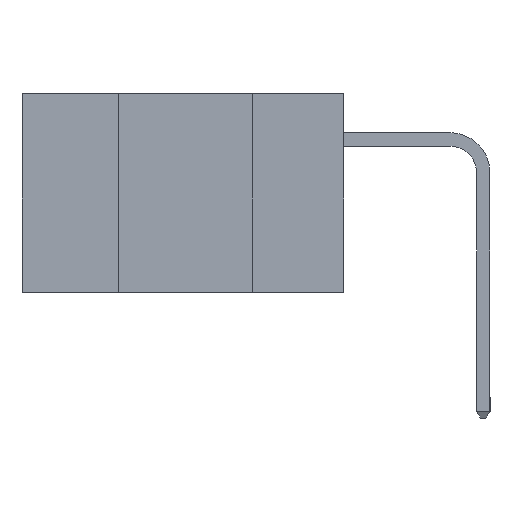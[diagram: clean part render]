
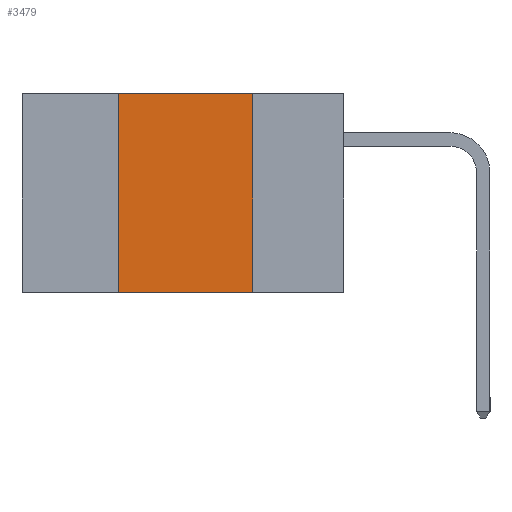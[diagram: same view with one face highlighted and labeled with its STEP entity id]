
A CAD part, left-side view. The second image highlights one B-rep face of the part: STEP entity #3479.
In plain terms, the highlighted planar face has unit normal (-1, 0, 0).
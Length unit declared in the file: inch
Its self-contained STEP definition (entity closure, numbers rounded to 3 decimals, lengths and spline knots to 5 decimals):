
#751 = ORIENTED_EDGE ( 'NONE', *, *, #17469, .F. ) ;
#933 = ORIENTED_EDGE ( 'NONE', *, *, #14205, .F. ) ;
#1979 = ORIENTED_EDGE ( 'NONE', *, *, #8672, .F. ) ;
#2035 = ORIENTED_EDGE ( 'NONE', *, *, #6491, .T. ) ;
#2622 = FACE_OUTER_BOUND ( 'NONE', #15575, .T. ) ;
#2771 = CARTESIAN_POINT ( 'NONE',  ( 0., 0.42, -0.37 ) ) ;
#2819 = DIRECTION ( 'NONE',  ( 0., 0., 1. ) ) ;
#2840 = CARTESIAN_POINT ( 'NONE',  ( 0., 0.42, -0.37 ) ) ;
#3172 = AXIS2_PLACEMENT_3D ( 'NONE', #8714, #5074, #4640 ) ;
#3479 = ADVANCED_FACE ( 'NONE', ( #2622 ), #6117, .F. ) ;
#3563 = DIRECTION ( 'NONE',  ( 0., -1., 0. ) ) ;
#3702 = CARTESIAN_POINT ( 'NONE',  ( 0., 0.6, 0. ) ) ;
#3804 = LINE ( 'NONE', #3702, #13133 ) ;
#3970 = VERTEX_POINT ( 'NONE', #2771 ) ;
#4640 = DIRECTION ( 'NONE',  ( 0., 0., -1. ) ) ;
#5074 = DIRECTION ( 'NONE',  ( 1., 0., 0. ) ) ;
#5242 = VERTEX_POINT ( 'NONE', #13334 ) ;
#5442 = DIRECTION ( 'NONE',  ( 0., 0., -1. ) ) ;
#6034 = VERTEX_POINT ( 'NONE', #11963 ) ;
#6117 = PLANE ( 'NONE',  #3172 ) ;
#6491 = EDGE_CURVE ( 'NONE', #3970, #20563, #10043, .T. ) ;
#7509 = CARTESIAN_POINT ( 'NONE',  ( 0., 0.17, -0.37 ) ) ;
#8672 = EDGE_CURVE ( 'NONE', #3970, #6034, #17599, .T. ) ;
#8714 = CARTESIAN_POINT ( 'NONE',  ( 0., 0.6, 0. ) ) ;
#9683 = DIRECTION ( 'NONE',  ( 0., -1., 0. ) ) ;
#9952 = VECTOR ( 'NONE', #5442, 39.37008 ) ;
#10043 = LINE ( 'NONE', #10313, #18222 ) ;
#10313 = CARTESIAN_POINT ( 'NONE',  ( 0., 0.6, -0.37 ) ) ;
#10477 = LINE ( 'NONE', #15349, #9952 ) ;
#11963 = CARTESIAN_POINT ( 'NONE',  ( 0., 0.42, 0. ) ) ;
#13133 = VECTOR ( 'NONE', #3563, 39.37008 ) ;
#13334 = CARTESIAN_POINT ( 'NONE',  ( 0., 0.17, 0. ) ) ;
#14205 = EDGE_CURVE ( 'NONE', #6034, #5242, #3804, .T. ) ;
#15349 = CARTESIAN_POINT ( 'NONE',  ( 0., 0.17, -0.37 ) ) ;
#15575 = EDGE_LOOP ( 'NONE', ( #751, #933, #1979, #2035 ) ) ;
#17469 = EDGE_CURVE ( 'NONE', #5242, #20563, #10477, .T. ) ;
#17599 = LINE ( 'NONE', #2840, #18115 ) ;
#18115 = VECTOR ( 'NONE', #2819, 39.37008 ) ;
#18222 = VECTOR ( 'NONE', #9683, 39.37008 ) ;
#20563 = VERTEX_POINT ( 'NONE', #7509 ) ;
